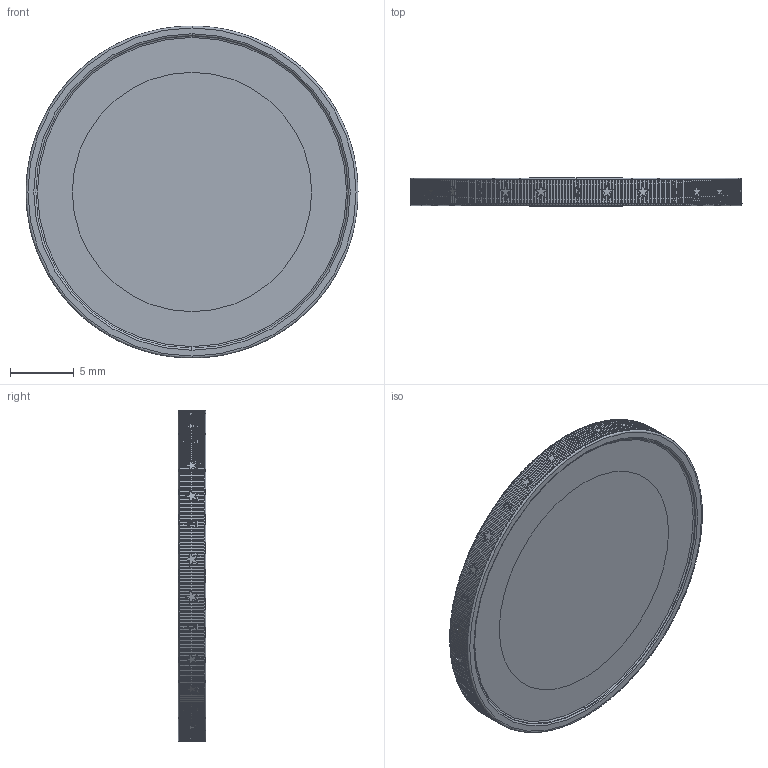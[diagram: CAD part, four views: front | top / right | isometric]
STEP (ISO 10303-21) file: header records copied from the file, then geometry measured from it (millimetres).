
FILE_DESCRIPTION (( 'STEP AP214' ), '1' );
FILE_NAME ('Coin_2_euro.step', '2023-02-13T07:55:26+00:00', 'Stefan Hamminga', '', '', '', '');
FILE_SCHEMA (( 'AUTOMOTIVE_DESIGN' ));
Length unit declared in the file: millimetre
Products named in the file (1): Coin [2 EUR]
Bounding box: 26 x 2.15 x 26 mm (x, y, z)
Volume: 960 mm3; surface area: 1491.1 mm2
Topology: 2 solids, 2 shells, 2074 faces, 5848 edges, 3825 vertices
Faces by surface type: bspline 1158, plane 658, cylinder 234, torus 20, cone 4
Entity records: 92628 total; most frequent: CARTESIAN_POINT 48276, ORIENTED_EDGE 11696, EDGE_CURVE 5848, DIRECTION 4983, VERTEX_POINT 3825, VECTOR 2845, LINE 2845, B_SPLINE_CURVE_WITH_KNOTS 2652
